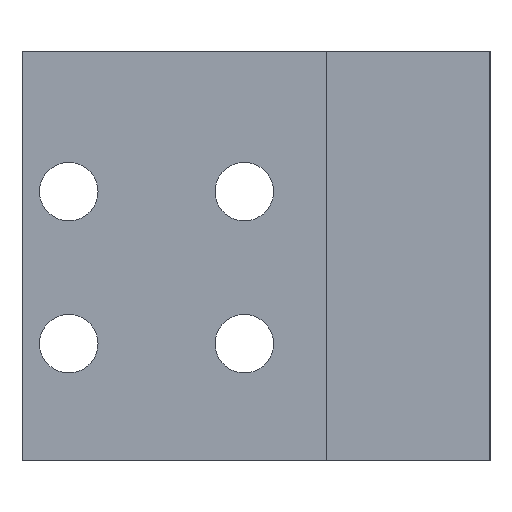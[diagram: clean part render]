
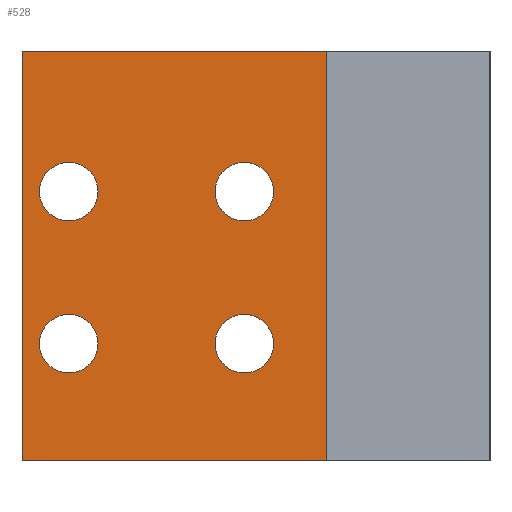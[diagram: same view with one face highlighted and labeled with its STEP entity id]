
A CAD part, left-side view. The second image highlights one B-rep face of the part: STEP entity #528.
In plain terms, the highlighted planar face has unit normal (-1, 0, 0).
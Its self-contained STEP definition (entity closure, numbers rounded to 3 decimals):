
#9 = VERTEX_POINT ( 'NONE', #431 ) ;
#38 = CIRCLE ( 'NONE', #599, 2.5 ) ;
#45 = ORIENTED_EDGE ( 'NONE', *, *, #1076, .F. ) ;
#58 = EDGE_LOOP ( 'NONE', ( #250, #589, #1209, #420 ) ) ;
#61 = LINE ( 'NONE', #1000, #898 ) ;
#68 = EDGE_CURVE ( 'NONE', #330, #1009, #110, .T. ) ;
#88 = EDGE_CURVE ( 'NONE', #983, #891, #61, .T. ) ;
#110 = CIRCLE ( 'NONE', #1234, 2.5 ) ;
#115 = EDGE_CURVE ( 'NONE', #9, #832, #362, .T. ) ;
#134 = CIRCLE ( 'NONE', #685, 2.5 ) ;
#144 = CARTESIAN_POINT ( 'NONE',  ( -10., 36., 5.5 ) ) ;
#157 = CARTESIAN_POINT ( 'NONE',  ( -10., 36., 8. ) ) ;
#158 = FACE_OUTER_BOUND ( 'NONE', #58, .T. ) ;
#164 = VERTEX_POINT ( 'NONE', #626 ) ;
#194 = DIRECTION ( 'NONE',  ( -1., 0., 0. ) ) ;
#218 = VERTEX_POINT ( 'NONE', #354 ) ;
#235 = ORIENTED_EDGE ( 'NONE', *, *, #877, .F. ) ;
#237 = CARTESIAN_POINT ( 'NONE',  ( -10., 21., 5.5 ) ) ;
#250 = ORIENTED_EDGE ( 'NONE', *, *, #1129, .T. ) ;
#252 = CARTESIAN_POINT ( 'NONE',  ( -10., 36., -5. ) ) ;
#270 = VECTOR ( 'NONE', #1147, 1000. ) ;
#275 = EDGE_CURVE ( 'NONE', #983, #1245, #777, .T. ) ;
#306 = CARTESIAN_POINT ( 'NONE',  ( -10., 21., -5. ) ) ;
#308 = DIRECTION ( 'NONE',  ( 0., 0., 1. ) ) ;
#330 = VERTEX_POINT ( 'NONE', #476 ) ;
#336 = AXIS2_PLACEMENT_3D ( 'NONE', #144, #482, #873 ) ;
#348 = EDGE_CURVE ( 'NONE', #1245, #864, #735, .T. ) ;
#354 = CARTESIAN_POINT ( 'NONE',  ( -10., 36., 3. ) ) ;
#362 = CIRCLE ( 'NONE', #911, 2.5 ) ;
#368 = CIRCLE ( 'NONE', #1217, 2.5 ) ;
#401 = EDGE_LOOP ( 'NONE', ( #531, #235 ) ) ;
#404 = CARTESIAN_POINT ( 'NONE',  ( -10., 36., -7.5 ) ) ;
#410 = DIRECTION ( 'NONE',  ( 1., 0., 0. ) ) ;
#419 = AXIS2_PLACEMENT_3D ( 'NONE', #404, #985, #1194 ) ;
#420 = ORIENTED_EDGE ( 'NONE', *, *, #88, .T. ) ;
#423 = DIRECTION ( 'NONE',  ( -1., 0., 0. ) ) ;
#431 = CARTESIAN_POINT ( 'NONE',  ( -10., 36., -10. ) ) ;
#447 = DIRECTION ( 'NONE',  ( 0., 0., 1. ) ) ;
#476 = CARTESIAN_POINT ( 'NONE',  ( -10., 21., 3. ) ) ;
#482 = DIRECTION ( 'NONE',  ( -1., 0., 0. ) ) ;
#488 = ORIENTED_EDGE ( 'NONE', *, *, #1177, .F. ) ;
#497 = LINE ( 'NONE', #1163, #1184 ) ;
#508 = DIRECTION ( 'NONE',  ( -1., 0., 0. ) ) ;
#514 = CIRCLE ( 'NONE', #1047, 2.5 ) ;
#522 = CARTESIAN_POINT ( 'NONE',  ( -10., 40., -17.5 ) ) ;
#528 = ADVANCED_FACE ( 'NONE', ( #686, #643, #158, #1264, #1088 ), #714, .F. ) ;
#529 = DIRECTION ( 'NONE',  ( 0., 0., 1. ) ) ;
#531 = ORIENTED_EDGE ( 'NONE', *, *, #919, .F. ) ;
#547 = ORIENTED_EDGE ( 'NONE', *, *, #68, .F. ) ;
#552 = ORIENTED_EDGE ( 'NONE', *, *, #115, .F. ) ;
#555 = CARTESIAN_POINT ( 'NONE',  ( -10., 36., 5.5 ) ) ;
#570 = EDGE_CURVE ( 'NONE', #832, #9, #901, .T. ) ;
#589 = ORIENTED_EDGE ( 'NONE', *, *, #348, .F. ) ;
#599 = AXIS2_PLACEMENT_3D ( 'NONE', #789, #194, #308 ) ;
#608 = CARTESIAN_POINT ( 'NONE',  ( -10., 40., 17.5 ) ) ;
#623 = EDGE_LOOP ( 'NONE', ( #488, #45 ) ) ;
#626 = CARTESIAN_POINT ( 'NONE',  ( -10., 21., -10. ) ) ;
#643 = FACE_BOUND ( 'NONE', #623, .T. ) ;
#647 = CARTESIAN_POINT ( 'NONE',  ( -10., 14., -17.5 ) ) ;
#661 = DIRECTION ( 'NONE',  ( -1., 0., 0. ) ) ;
#685 = AXIS2_PLACEMENT_3D ( 'NONE', #555, #1128, #845 ) ;
#686 = FACE_BOUND ( 'NONE', #1154, .T. ) ;
#689 = AXIS2_PLACEMENT_3D ( 'NONE', #522, #410, #1188 ) ;
#700 = DIRECTION ( 'NONE',  ( 0., 0., 1. ) ) ;
#714 = PLANE ( 'NONE',  #689 ) ;
#735 = LINE ( 'NONE', #1254, #1195 ) ;
#777 = LINE ( 'NONE', #1248, #270 ) ;
#786 = ORIENTED_EDGE ( 'NONE', *, *, #846, .F. ) ;
#789 = CARTESIAN_POINT ( 'NONE',  ( -10., 21., -7.5 ) ) ;
#816 = DIRECTION ( 'NONE',  ( 0., -1., 0. ) ) ;
#824 = DIRECTION ( 'NONE',  ( -1., 0., 0. ) ) ;
#832 = VERTEX_POINT ( 'NONE', #252 ) ;
#845 = DIRECTION ( 'NONE',  ( 0., 0., 1. ) ) ;
#846 = EDGE_CURVE ( 'NONE', #1009, #330, #514, .T. ) ;
#850 = VERTEX_POINT ( 'NONE', #157 ) ;
#864 = VERTEX_POINT ( 'NONE', #1229 ) ;
#873 = DIRECTION ( 'NONE',  ( 0., 0., 1. ) ) ;
#877 = EDGE_CURVE ( 'NONE', #218, #850, #134, .T. ) ;
#891 = VERTEX_POINT ( 'NONE', #647 ) ;
#898 = VECTOR ( 'NONE', #816, 1000. ) ;
#901 = CIRCLE ( 'NONE', #419, 2.5 ) ;
#911 = AXIS2_PLACEMENT_3D ( 'NONE', #916, #423, #529 ) ;
#916 = CARTESIAN_POINT ( 'NONE',  ( -10., 36., -7.5 ) ) ;
#919 = EDGE_CURVE ( 'NONE', #850, #218, #1141, .T. ) ;
#934 = CARTESIAN_POINT ( 'NONE',  ( -10., 21., 5.5 ) ) ;
#961 = CARTESIAN_POINT ( 'NONE',  ( -10., 40., -17.5 ) ) ;
#983 = VERTEX_POINT ( 'NONE', #961 ) ;
#985 = DIRECTION ( 'NONE',  ( -1., 0., 0. ) ) ;
#1000 = CARTESIAN_POINT ( 'NONE',  ( -10., 40., -17.5 ) ) ;
#1009 = VERTEX_POINT ( 'NONE', #1258 ) ;
#1047 = AXIS2_PLACEMENT_3D ( 'NONE', #934, #661, #447 ) ;
#1049 = EDGE_LOOP ( 'NONE', ( #1192, #552 ) ) ;
#1067 = CARTESIAN_POINT ( 'NONE',  ( -10., 21., -7.5 ) ) ;
#1076 = EDGE_CURVE ( 'NONE', #164, #1187, #38, .T. ) ;
#1088 = FACE_BOUND ( 'NONE', #401, .T. ) ;
#1106 = DIRECTION ( 'NONE',  ( 0., 0., 1. ) ) ;
#1128 = DIRECTION ( 'NONE',  ( -1., 0., 0. ) ) ;
#1129 = EDGE_CURVE ( 'NONE', #891, #864, #497, .T. ) ;
#1134 = DIRECTION ( 'NONE',  ( 0., -1., 0. ) ) ;
#1141 = CIRCLE ( 'NONE', #336, 2.5 ) ;
#1147 = DIRECTION ( 'NONE',  ( 0., 0., 1. ) ) ;
#1154 = EDGE_LOOP ( 'NONE', ( #786, #547 ) ) ;
#1163 = CARTESIAN_POINT ( 'NONE',  ( -10., 14., -17.5 ) ) ;
#1177 = EDGE_CURVE ( 'NONE', #1187, #164, #368, .T. ) ;
#1184 = VECTOR ( 'NONE', #700, 1000. ) ;
#1187 = VERTEX_POINT ( 'NONE', #306 ) ;
#1188 = DIRECTION ( 'NONE',  ( 0., 0., -1. ) ) ;
#1192 = ORIENTED_EDGE ( 'NONE', *, *, #570, .F. ) ;
#1194 = DIRECTION ( 'NONE',  ( 0., 0., 1. ) ) ;
#1195 = VECTOR ( 'NONE', #1134, 1000. ) ;
#1209 = ORIENTED_EDGE ( 'NONE', *, *, #275, .F. ) ;
#1217 = AXIS2_PLACEMENT_3D ( 'NONE', #1067, #508, #1278 ) ;
#1229 = CARTESIAN_POINT ( 'NONE',  ( -10., 14., 17.5 ) ) ;
#1234 = AXIS2_PLACEMENT_3D ( 'NONE', #237, #824, #1106 ) ;
#1245 = VERTEX_POINT ( 'NONE', #608 ) ;
#1248 = CARTESIAN_POINT ( 'NONE',  ( -10., 40., -17.5 ) ) ;
#1254 = CARTESIAN_POINT ( 'NONE',  ( -10., 40., 17.5 ) ) ;
#1258 = CARTESIAN_POINT ( 'NONE',  ( -10., 21., 8. ) ) ;
#1264 = FACE_BOUND ( 'NONE', #1049, .T. ) ;
#1278 = DIRECTION ( 'NONE',  ( 0., 0., 1. ) ) ;
